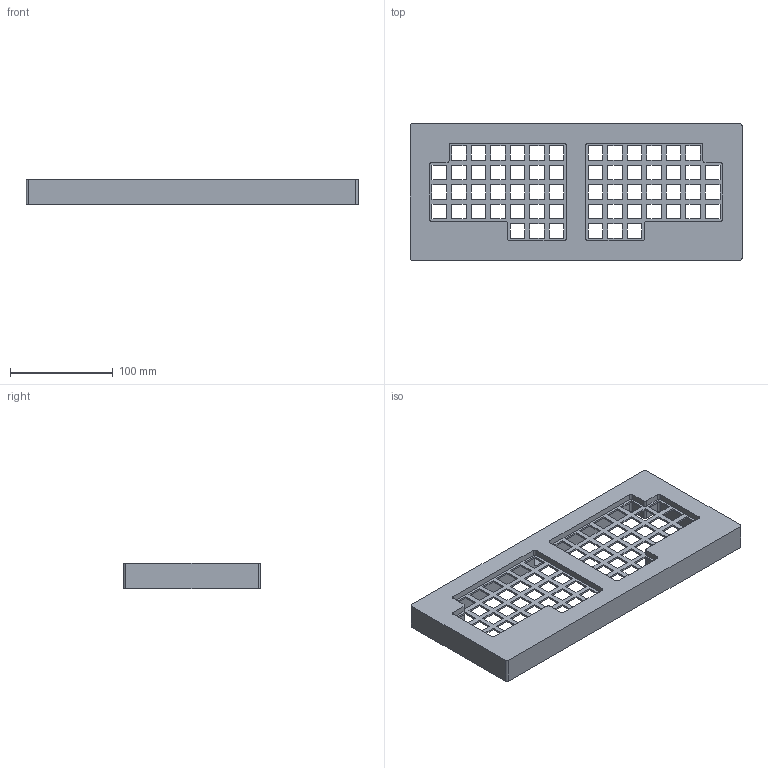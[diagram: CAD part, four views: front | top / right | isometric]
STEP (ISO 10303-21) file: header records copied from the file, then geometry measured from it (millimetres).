
FILE_DESCRIPTION(/* description */ (''),/* implementation_level */ '2;1');
FILE_NAME(/* name */ 'SpaceCadet2024 v8.step',/* time_stamp */ '2024-01-01T12:57:15+09:00',/* author */ (''),/* organization */ (''),/* preprocessor_version */ 'ST-DEVELOPER v20',/* originating_system */ 'Autodesk Translation Framework v12.14.0.127',/* authorisation */ '');
FILE_SCHEMA (('AUTOMOTIVE_DESIGN { 1 0 10303 214 3 1 1 }'));
Length unit declared in the file: millimetre
Products named in the file (1): SpaceCadet2024
Bounding box: 323 x 133 x 25 mm (x, y, z)
Volume: 499568.6 mm3; surface area: 109122.3 mm2
Topology: 1 solids, 1 shells, 325 faces, 960 edges, 640 vertices
Faces by surface type: plane 285, cylinder 40
Entity records: 10971 total; most frequent: CARTESIAN_POINT 1926, ORIENTED_EDGE 1920, DIRECTION 1692, EDGE_CURVE 960, LINE 880, VECTOR 880, VERTEX_POINT 640, EDGE_LOOP 450
